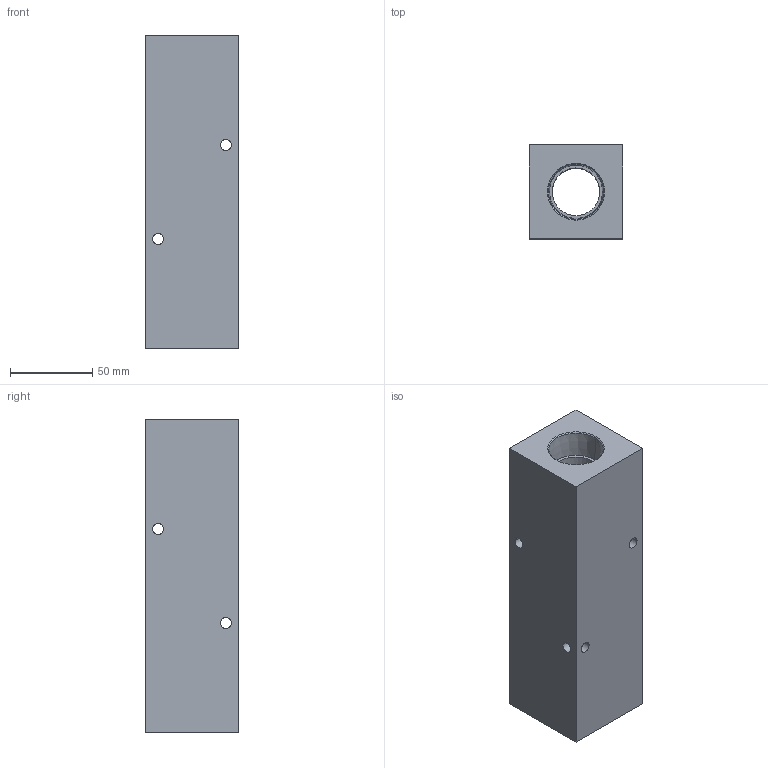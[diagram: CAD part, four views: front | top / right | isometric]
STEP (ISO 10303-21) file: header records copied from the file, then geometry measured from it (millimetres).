
FILE_DESCRIPTION (( 'STEP AP203' ), '1' );
FILE_NAME ('MRA-3GE.step', '2015-12-02T21:08:25', ( '' ), ( '' ), 'SwSTEP 2.0', 'SolidWorks 2015', '' );
FILE_SCHEMA (( 'CONFIG_CONTROL_DESIGN' ));
Length unit declared in the file: inch
Products named in the file (1): MRA-3GE
Bounding box: 57.15 x 57.15 x 190.5 mm (x, y, z)
Volume: 467258.3 mm3; surface area: 71870.3 mm2
Topology: 1 solids, 1 shells, 55 faces, 134 edges, 82 vertices
Faces by surface type: cylinder 24, cone 20, plane 11
Entity records: 1987 total; most frequent: CARTESIAN_POINT 592, DIRECTION 280, ORIENTED_EDGE 268, EDGE_CURVE 134, AXIS2_PLACEMENT_3D 112, VERTEX_POINT 82, EDGE_LOOP 76, CIRCLE 56
